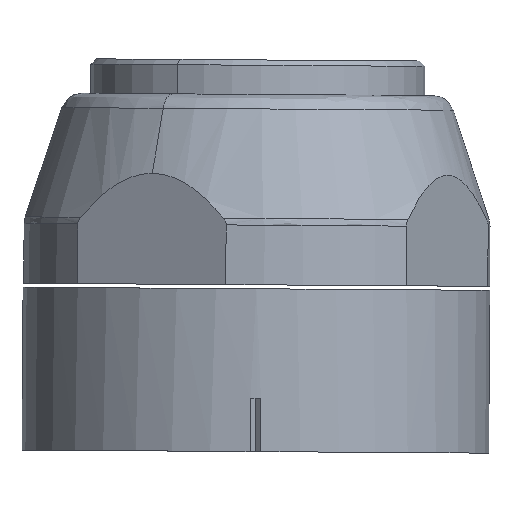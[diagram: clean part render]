
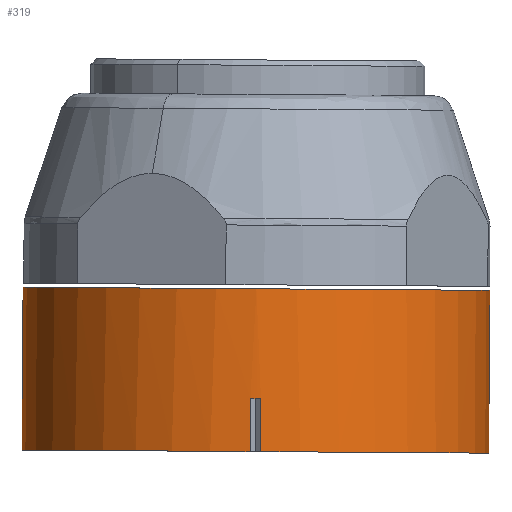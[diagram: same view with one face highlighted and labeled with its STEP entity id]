
A CAD part, left-side view. The second image highlights one B-rep face of the part: STEP entity #319.
In plain terms, the highlighted cylindrical face has radius 44 mm (diameter 88 mm), a partial arc.
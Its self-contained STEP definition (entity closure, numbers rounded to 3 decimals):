
#319=ADVANCED_FACE('',(#352),#787,.T.);
#352=FACE_OUTER_BOUND('',#387,.T.);
#387=EDGE_LOOP('',(#528,#529,#530,#531,#532,#533,#534,#535));
#528=ORIENTED_EDGE('',*,*,#606,.F.);
#529=ORIENTED_EDGE('',*,*,#602,.F.);
#530=ORIENTED_EDGE('',*,*,#607,.T.);
#531=ORIENTED_EDGE('',*,*,#601,.F.);
#532=ORIENTED_EDGE('',*,*,#608,.F.);
#533=ORIENTED_EDGE('',*,*,#598,.F.);
#534=ORIENTED_EDGE('',*,*,#609,.T.);
#535=ORIENTED_EDGE('',*,*,#604,.F.);
#598=EDGE_CURVE('',#761,#759,#714,.T.);
#601=EDGE_CURVE('',#757,#762,#717,.T.);
#602=EDGE_CURVE('',#765,#764,#718,.T.);
#604=EDGE_CURVE('',#763,#766,#719,.T.);
#606=EDGE_CURVE('',#764,#763,#642,.T.);
#607=EDGE_CURVE('',#765,#762,#643,.T.);
#608=EDGE_CURVE('',#759,#757,#644,.T.);
#609=EDGE_CURVE('',#761,#766,#645,.T.);
#642=TRIMMED_CURVE($,#678,(#1789),(#1790),.T.,.CARTESIAN.);
#643=TRIMMED_CURVE($,#679,(#1792),(#1793),.T.,.CARTESIAN.);
#644=TRIMMED_CURVE($,#680,(#1795),(#1796),.T.,.CARTESIAN.);
#645=TRIMMED_CURVE($,#681,(#1798),(#1799),.T.,.CARTESIAN.);
#678=CIRCLE('',#1030,44.);
#679=CIRCLE('',#1031,44.);
#680=CIRCLE('',#1032,44.);
#681=CIRCLE('',#1033,44.);
#714=B_SPLINE_CURVE_WITH_KNOTS('',1,(#1770,#1771),.UNSPECIFIED.,.F.,.F.,
(2,2),(0.,10.),.UNSPECIFIED.);
#717=B_SPLINE_CURVE_WITH_KNOTS('',1,(#1776,#1777),.UNSPECIFIED.,.F.,.F.,
(2,2),(0.,10.),.UNSPECIFIED.);
#718=B_SPLINE_CURVE_WITH_KNOTS('',1,(#1778,#1779),.UNSPECIFIED.,.F.,.F.,
(2,2),(0.,30.7),.UNSPECIFIED.);
#719=B_SPLINE_CURVE_WITH_KNOTS('',1,(#1783,#1784),.UNSPECIFIED.,.F.,.F.,
(2,2),(0.,30.7),.UNSPECIFIED.);
#757=VERTEX_POINT('',#1754);
#759=VERTEX_POINT('',#1756);
#761=VERTEX_POINT('',#1758);
#762=VERTEX_POINT('',#1759);
#763=VERTEX_POINT('',#1760);
#764=VERTEX_POINT('',#1761);
#765=VERTEX_POINT('',#1762);
#766=VERTEX_POINT('',#1763);
#787=CYLINDRICAL_SURFACE('',#1027,44.);
#1027=AXIS2_PLACEMENT_3D('',#1753,#1120,$);
#1030=AXIS2_PLACEMENT_3D($,#1788,#1125,#1126);
#1031=AXIS2_PLACEMENT_3D($,#1791,#1127,#1128);
#1032=AXIS2_PLACEMENT_3D($,#1794,#1129,#1130);
#1033=AXIS2_PLACEMENT_3D($,#1797,#1131,#1132);
#1120=DIRECTION('',(-1.,0.005,0.016));
#1125=DIRECTION('',(1.,-0.005,-0.016));
#1126=DIRECTION('',(-0.005,0.798,-0.603));
#1127=DIRECTION('',(1.,-0.005,-0.016));
#1128=DIRECTION('',(-0.005,0.798,-0.603));
#1129=DIRECTION('',(-1.,0.005,0.016));
#1130=DIRECTION('',(0.016,0.585,0.811));
#1131=DIRECTION('',(1.,-0.005,-0.016));
#1132=DIRECTION('',(0.016,0.585,0.811));
#1753=CARTESIAN_POINT('',(1547.46,3039.513,1311.178));
#1754=CARTESIAN_POINT('',(1542.796,3066.845,1345.76));
#1756=CARTESIAN_POINT('',(1542.807,3065.266,1346.952));
#1758=CARTESIAN_POINT('',(1532.808,3065.319,1347.11));
#1759=CARTESIAN_POINT('',(1532.797,3066.897,1345.918));
#1760=CARTESIAN_POINT('',(1563.037,3004.323,1337.456));
#1761=CARTESIAN_POINT('',(1562.571,3074.54,1284.415));
#1762=CARTESIAN_POINT('',(1531.875,3074.703,1284.9));
#1763=CARTESIAN_POINT('',(1532.341,3004.486,1337.941));
#1770=CARTESIAN_POINT('',(1532.808,3065.319,1347.11));
#1771=CARTESIAN_POINT('',(1542.807,3065.266,1346.952));
#1776=CARTESIAN_POINT('',(1542.796,3066.845,1345.76));
#1777=CARTESIAN_POINT('',(1532.797,3066.897,1345.918));
#1778=CARTESIAN_POINT('',(1531.875,3074.703,1284.9));
#1779=CARTESIAN_POINT('',(1562.571,3074.54,1284.415));
#1783=CARTESIAN_POINT('',(1563.037,3004.323,1337.456));
#1784=CARTESIAN_POINT('',(1532.341,3004.486,1337.941));
#1788=CARTESIAN_POINT('',(1562.804,3039.432,1310.936));
#1789=CARTESIAN_POINT('',(1562.571,3074.54,1284.415));
#1790=CARTESIAN_POINT('',(1563.037,3004.323,1337.456));
#1791=CARTESIAN_POINT('',(1532.108,3039.594,1311.421));
#1792=CARTESIAN_POINT('',(1531.875,3074.703,1284.9));
#1793=CARTESIAN_POINT('',(1532.797,3066.897,1345.918));
#1794=CARTESIAN_POINT('',(1542.107,3039.541,1311.263));
#1795=CARTESIAN_POINT('',(1542.807,3065.266,1346.952));
#1796=CARTESIAN_POINT('',(1542.796,3066.845,1345.76));
#1797=CARTESIAN_POINT('',(1532.108,3039.594,1311.421));
#1798=CARTESIAN_POINT('',(1532.808,3065.319,1347.11));
#1799=CARTESIAN_POINT('',(1532.341,3004.486,1337.941));
